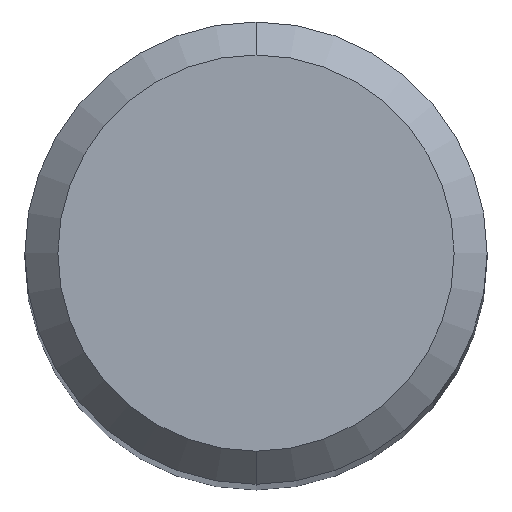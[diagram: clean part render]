
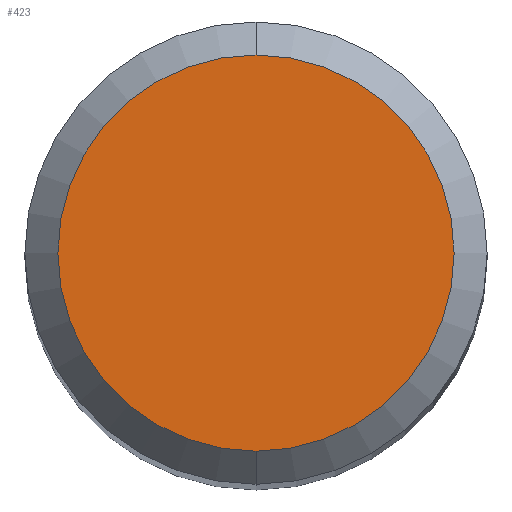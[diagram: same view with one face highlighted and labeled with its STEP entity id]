
A CAD part, top view. The second image highlights one B-rep face of the part: STEP entity #423.
In plain terms, the highlighted planar face has unit normal (0, 0, 1).
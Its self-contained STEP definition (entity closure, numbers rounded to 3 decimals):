
#299=EDGE_CURVE('',#551,#341,#693,.T.);
#341=VERTEX_POINT('',#738);
#423=ADVANCED_FACE('',(#826),#827,.T.);
#551=VERTEX_POINT('',#973);
#557=EDGE_CURVE('',#341,#551,#979,.T.);
#693=CIRCLE('',#1190,1.8);
#738=CARTESIAN_POINT('',(0.0,1.8,0.0));
#826=FACE_OUTER_BOUND('',#1490,.T.);
#827=PLANE('',#1491);
#973=CARTESIAN_POINT('',(0.,-1.8,0.0));
#979=CIRCLE('',#1722,1.8);
#1190=AXIS2_PLACEMENT_3D('',#1855,#1856,#1857);
#1490=EDGE_LOOP('',(#1997,#1998));
#1491=AXIS2_PLACEMENT_3D('',#1999,#2000,#2001);
#1722=AXIS2_PLACEMENT_3D('',#2201,#2202,#2203);
#1855=CARTESIAN_POINT('',(0.0,0.0,0.0));
#1856=DIRECTION('',(0.0,0.0,-1.0));
#1857=DIRECTION('',(0.0,1.0,0.0));
#1997=ORIENTED_EDGE('',*,*,#557,.F.);
#1998=ORIENTED_EDGE('',*,*,#299,.F.);
#1999=CARTESIAN_POINT('',(0.0,0.9,0.0));
#2000=DIRECTION('',(-0.0,0.0,1.0));
#2001=DIRECTION('',(0.0,-1.0,0.0));
#2201=CARTESIAN_POINT('',(0.0,0.0,0.0));
#2202=DIRECTION('',(0.0,0.0,-1.0));
#2203=DIRECTION('',(0.0,1.0,0.0));
